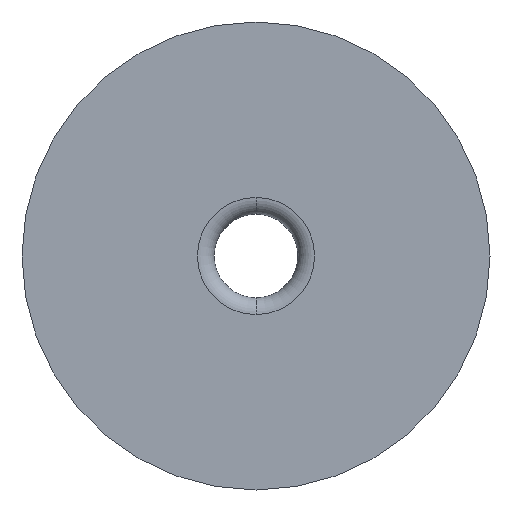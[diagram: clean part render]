
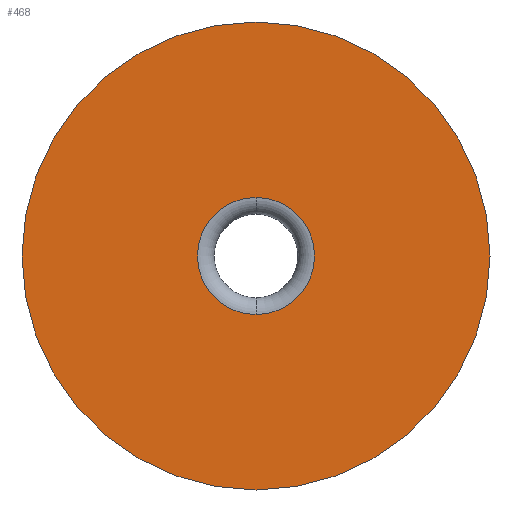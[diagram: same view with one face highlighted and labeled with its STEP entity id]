
A CAD part, front view. The second image highlights one B-rep face of the part: STEP entity #468.
In plain terms, the highlighted planar face has unit normal (0, -1, 0).
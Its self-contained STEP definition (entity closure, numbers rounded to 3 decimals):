
#35 = DIRECTION ( 'NONE',  ( 0., 1., 0. ) ) ;
#61 = AXIS2_PLACEMENT_3D ( 'NONE', #474, #211, #491 ) ;
#71 = AXIS2_PLACEMENT_3D ( 'NONE', #143, #83, #563 ) ;
#83 = DIRECTION ( 'NONE',  ( 0., -1., 0. ) ) ;
#84 = ORIENTED_EDGE ( 'NONE', *, *, #673, .T. ) ;
#89 = EDGE_LOOP ( 'NONE', ( #110, #261 ) ) ;
#92 = CIRCLE ( 'NONE', #202, 14. ) ;
#110 = ORIENTED_EDGE ( 'NONE', *, *, #620, .T. ) ;
#143 = CARTESIAN_POINT ( 'NONE',  ( 0., -13.5, 0. ) ) ;
#144 = ORIENTED_EDGE ( 'NONE', *, *, #358, .T. ) ;
#182 = DIRECTION ( 'NONE',  ( 0., 0., 1. ) ) ;
#188 = CIRCLE ( 'NONE', #273, 3.5 ) ;
#202 = AXIS2_PLACEMENT_3D ( 'NONE', #291, #602, #657 ) ;
#207 = VERTEX_POINT ( 'NONE', #527 ) ;
#208 = CIRCLE ( 'NONE', #71, 14. ) ;
#211 = DIRECTION ( 'NONE',  ( 0., 1., 0. ) ) ;
#216 = CARTESIAN_POINT ( 'NONE',  ( 0., -13.5, -3.5 ) ) ;
#261 = ORIENTED_EDGE ( 'NONE', *, *, #490, .T. ) ;
#273 = AXIS2_PLACEMENT_3D ( 'NONE', #400, #35, #286 ) ;
#286 = DIRECTION ( 'NONE',  ( 0., 0., 1. ) ) ;
#291 = CARTESIAN_POINT ( 'NONE',  ( 0., -13.5, 0. ) ) ;
#296 = CARTESIAN_POINT ( 'NONE',  ( -2.5, -13.5, 0. ) ) ;
#326 = CARTESIAN_POINT ( 'NONE',  ( 0., -13.5, 3.5 ) ) ;
#341 = DIRECTION ( 'NONE',  ( 0., 1., 0. ) ) ;
#358 = EDGE_CURVE ( 'NONE', #439, #456, #618, .T. ) ;
#393 = FACE_OUTER_BOUND ( 'NONE', #89, .T. ) ;
#400 = CARTESIAN_POINT ( 'NONE',  ( 0., -13.5, 0. ) ) ;
#439 = VERTEX_POINT ( 'NONE', #216 ) ;
#456 = VERTEX_POINT ( 'NONE', #326 ) ;
#468 = ADVANCED_FACE ( 'NONE', ( #538, #393 ), #596, .F. ) ;
#474 = CARTESIAN_POINT ( 'NONE',  ( 0., -13.5, 0. ) ) ;
#490 = EDGE_CURVE ( 'NONE', #207, #553, #92, .T. ) ;
#491 = DIRECTION ( 'NONE',  ( 0., 0., 1. ) ) ;
#527 = CARTESIAN_POINT ( 'NONE',  ( 0., -13.5, 14. ) ) ;
#538 = FACE_BOUND ( 'NONE', #595, .T. ) ;
#553 = VERTEX_POINT ( 'NONE', #647 ) ;
#560 = AXIS2_PLACEMENT_3D ( 'NONE', #296, #341, #182 ) ;
#563 = DIRECTION ( 'NONE',  ( 0., 0., -1. ) ) ;
#595 = EDGE_LOOP ( 'NONE', ( #84, #144 ) ) ;
#596 = PLANE ( 'NONE',  #560 ) ;
#602 = DIRECTION ( 'NONE',  ( 0., -1., 0. ) ) ;
#618 = CIRCLE ( 'NONE', #61, 3.5 ) ;
#620 = EDGE_CURVE ( 'NONE', #553, #207, #208, .T. ) ;
#647 = CARTESIAN_POINT ( 'NONE',  ( 0., -13.5, -14. ) ) ;
#657 = DIRECTION ( 'NONE',  ( 0., 0., -1. ) ) ;
#673 = EDGE_CURVE ( 'NONE', #456, #439, #188, .T. ) ;
